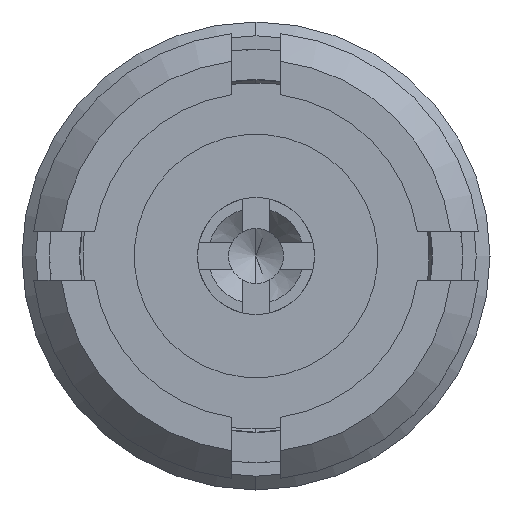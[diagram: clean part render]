
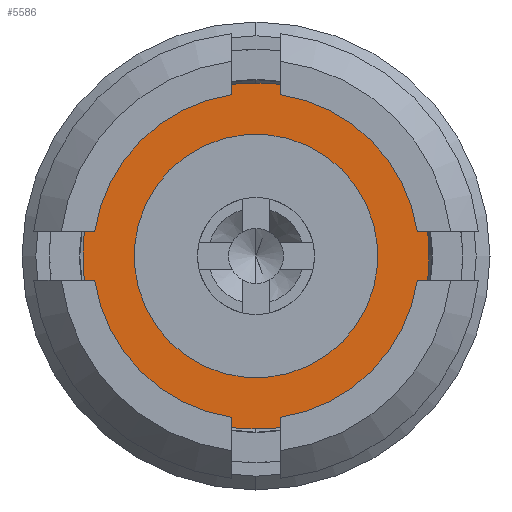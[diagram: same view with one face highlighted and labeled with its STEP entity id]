
A CAD part, left-side view. The second image highlights one B-rep face of the part: STEP entity #5586.
In plain terms, the highlighted face is planar.
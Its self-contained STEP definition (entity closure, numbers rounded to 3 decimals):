
#249 = DIRECTION ( 'NONE',  ( -0.996, -0.087, 0. ) ) ;
#294 = DIRECTION ( 'NONE',  ( 0., 0., -1. ) ) ;
#409 = ORIENTED_EDGE ( 'NONE', *, *, #5104, .F. ) ;
#542 = CARTESIAN_POINT ( 'NONE',  ( -1.255, -0.11, 9.025 ) ) ;
#599 = VERTEX_POINT ( 'NONE', #5324 ) ;
#653 = CARTESIAN_POINT ( 'NONE',  ( 0., 0., 9.025 ) ) ;
#678 = CIRCLE ( 'NONE', #5303, 0.885 ) ;
#683 = ORIENTED_EDGE ( 'NONE', *, *, #6453, .T. ) ;
#778 = CARTESIAN_POINT ( 'NONE',  ( -0.11, 1.255, 9.025 ) ) ;
#852 = VERTEX_POINT ( 'NONE', #2600 ) ;
#891 = ORIENTED_EDGE ( 'NONE', *, *, #4560, .F. ) ;
#1719 = FACE_BOUND ( 'NONE', #2675, .T. ) ;
#2007 = CARTESIAN_POINT ( 'NONE',  ( 0., 0., 9.025 ) ) ;
#2049 = DIRECTION ( 'NONE',  ( 0.996, 0.087, 0. ) ) ;
#2052 = DIRECTION ( 'NONE',  ( 0.996, 0.087, 0. ) ) ;
#2137 = DIRECTION ( 'NONE',  ( 0., 0., 1. ) ) ;
#2443 = AXIS2_PLACEMENT_3D ( 'NONE', #653, #5286, #4742 ) ;
#2553 = AXIS2_PLACEMENT_3D ( 'NONE', #2007, #3007, #2052 ) ;
#2600 = CARTESIAN_POINT ( 'NONE',  ( 1.255, 0.11, 9.025 ) ) ;
#2675 = EDGE_LOOP ( 'NONE', ( #891, #409 ) ) ;
#2868 = ORIENTED_EDGE ( 'NONE', *, *, #2957, .T. ) ;
#2941 = CIRCLE ( 'NONE', #2443, 1.26 ) ;
#2957 = EDGE_CURVE ( 'NONE', #852, #4645, #6549, .T. ) ;
#3007 = DIRECTION ( 'NONE',  ( 0., 0., 1. ) ) ;
#3231 = CARTESIAN_POINT ( 'NONE',  ( -0.882, -0.077, 9.025 ) ) ;
#3311 = FACE_OUTER_BOUND ( 'NONE', #3626, .T. ) ;
#3626 = EDGE_LOOP ( 'NONE', ( #2868, #683 ) ) ;
#3923 = PLANE ( 'NONE',  #5462 ) ;
#3928 = AXIS2_PLACEMENT_3D ( 'NONE', #6113, #5527, #2049 ) ;
#4232 = CARTESIAN_POINT ( 'NONE',  ( 0., 0., 9.025 ) ) ;
#4364 = CIRCLE ( 'NONE', #3928, 0.885 ) ;
#4560 = EDGE_CURVE ( 'NONE', #599, #5502, #678, .T. ) ;
#4645 = VERTEX_POINT ( 'NONE', #542 ) ;
#4699 = DIRECTION ( 'NONE',  ( 0.996, 0.087, 0. ) ) ;
#4742 = DIRECTION ( 'NONE',  ( 0.996, 0.087, 0. ) ) ;
#5104 = EDGE_CURVE ( 'NONE', #5502, #599, #4364, .T. ) ;
#5286 = DIRECTION ( 'NONE',  ( 0., 0., 1. ) ) ;
#5303 = AXIS2_PLACEMENT_3D ( 'NONE', #4232, #2137, #4699 ) ;
#5324 = CARTESIAN_POINT ( 'NONE',  ( 0.882, 0.077, 9.025 ) ) ;
#5462 = AXIS2_PLACEMENT_3D ( 'NONE', #778, #294, #249 ) ;
#5502 = VERTEX_POINT ( 'NONE', #3231 ) ;
#5527 = DIRECTION ( 'NONE',  ( 0., 0., 1. ) ) ;
#5586 = ADVANCED_FACE ( 'NONE', ( #1719, #3311 ), #3923, .F. ) ;
#6113 = CARTESIAN_POINT ( 'NONE',  ( 0., 0., 9.025 ) ) ;
#6453 = EDGE_CURVE ( 'NONE', #4645, #852, #2941, .T. ) ;
#6549 = CIRCLE ( 'NONE', #2553, 1.26 ) ;
